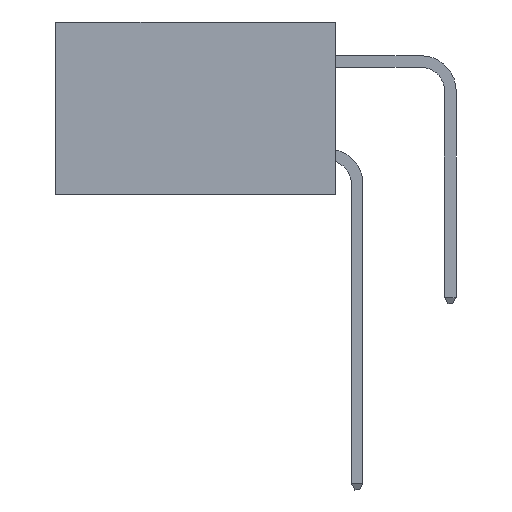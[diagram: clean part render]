
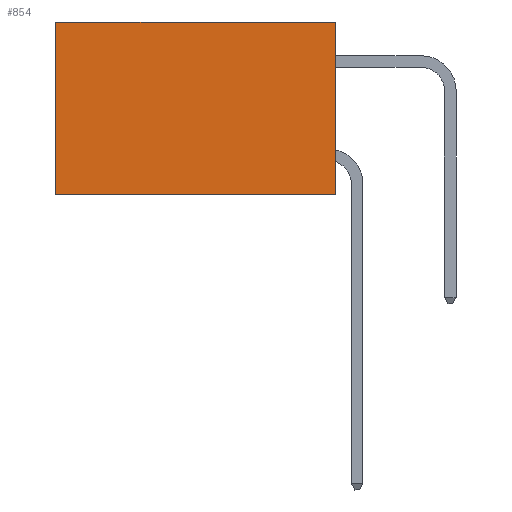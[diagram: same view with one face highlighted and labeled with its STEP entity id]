
A CAD part, left-side view. The second image highlights one B-rep face of the part: STEP entity #854.
In plain terms, the highlighted planar face has unit normal (-1, 0, 0).
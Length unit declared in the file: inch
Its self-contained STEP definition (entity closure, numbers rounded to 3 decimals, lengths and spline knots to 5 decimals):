
#49 = VERTEX_POINT ( 'NONE', #16647 ) ;
#181 = CARTESIAN_POINT ( 'NONE',  ( 0.2875, 0., -0.37 ) ) ;
#717 = ORIENTED_EDGE ( 'NONE', *, *, #7505, .F. ) ;
#854 = ADVANCED_FACE ( 'NONE', ( #12324 ), #6492, .F. ) ;
#1478 = CARTESIAN_POINT ( 'NONE',  ( 0.2875, 0., 0. ) ) ;
#1673 = VERTEX_POINT ( 'NONE', #10093 ) ;
#2089 = EDGE_CURVE ( 'NONE', #2313, #49, #5967, .T. ) ;
#2200 = CARTESIAN_POINT ( 'NONE',  ( 0.2875, 0., 0. ) ) ;
#2313 = VERTEX_POINT ( 'NONE', #12491 ) ;
#2614 = LINE ( 'NONE', #181, #8520 ) ;
#3836 = LINE ( 'NONE', #2200, #14407 ) ;
#4123 = CARTESIAN_POINT ( 'NONE',  ( 0.2875, 0., 0. ) ) ;
#5191 = VERTEX_POINT ( 'NONE', #16761 ) ;
#5502 = LINE ( 'NONE', #1478, #8014 ) ;
#5667 = DIRECTION ( 'NONE',  ( 0., 0., -1. ) ) ;
#5967 = LINE ( 'NONE', #16358, #16248 ) ;
#6093 = ORIENTED_EDGE ( 'NONE', *, *, #7949, .T. ) ;
#6492 = PLANE ( 'NONE',  #11505 ) ;
#7244 = ORIENTED_EDGE ( 'NONE', *, *, #2089, .T. ) ;
#7334 = EDGE_LOOP ( 'NONE', ( #7244, #717, #12768, #6093 ) ) ;
#7505 = EDGE_CURVE ( 'NONE', #5191, #49, #2614, .T. ) ;
#7949 = EDGE_CURVE ( 'NONE', #1673, #2313, #3836, .T. ) ;
#8014 = VECTOR ( 'NONE', #14245, 39.37008 ) ;
#8118 = DIRECTION ( 'NONE',  ( 1., 0., 0. ) ) ;
#8520 = VECTOR ( 'NONE', #9673, 39.37008 ) ;
#9572 = DIRECTION ( 'NONE',  ( 0., 0., -1. ) ) ;
#9673 = DIRECTION ( 'NONE',  ( 0., 1., 0. ) ) ;
#9838 = EDGE_CURVE ( 'NONE', #1673, #5191, #5502, .T. ) ;
#10093 = CARTESIAN_POINT ( 'NONE',  ( 0.2875, 0., 0. ) ) ;
#11505 = AXIS2_PLACEMENT_3D ( 'NONE', #4123, #8118, #5667 ) ;
#12324 = FACE_OUTER_BOUND ( 'NONE', #7334, .T. ) ;
#12491 = CARTESIAN_POINT ( 'NONE',  ( 0.2875, 0.6, 0. ) ) ;
#12768 = ORIENTED_EDGE ( 'NONE', *, *, #9838, .F. ) ;
#13003 = DIRECTION ( 'NONE',  ( 0., 1., 0. ) ) ;
#14245 = DIRECTION ( 'NONE',  ( 0., 0., -1. ) ) ;
#14407 = VECTOR ( 'NONE', #13003, 39.37008 ) ;
#16248 = VECTOR ( 'NONE', #9572, 39.37008 ) ;
#16358 = CARTESIAN_POINT ( 'NONE',  ( 0.2875, 0.6, 0. ) ) ;
#16647 = CARTESIAN_POINT ( 'NONE',  ( 0.2875, 0.6, -0.37 ) ) ;
#16761 = CARTESIAN_POINT ( 'NONE',  ( 0.2875, 0., -0.37 ) ) ;
